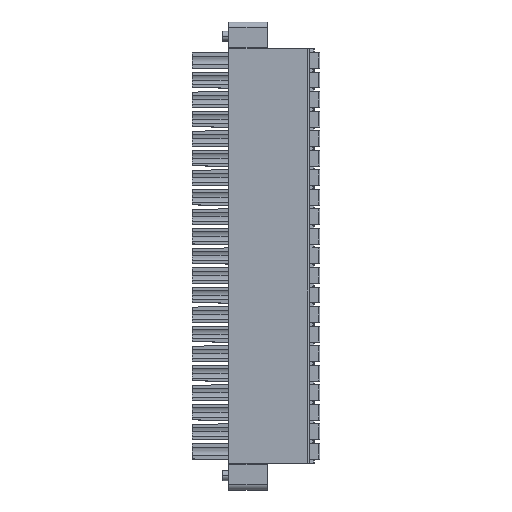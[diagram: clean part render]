
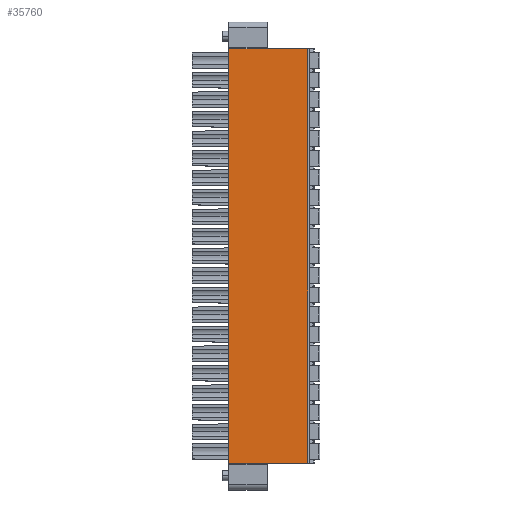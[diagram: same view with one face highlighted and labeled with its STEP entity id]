
A CAD part, top view. The second image highlights one B-rep face of the part: STEP entity #35760.
In plain terms, the highlighted planar face has unit normal (0, 0, 1).
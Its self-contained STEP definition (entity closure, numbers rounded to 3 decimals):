
#11108=DIRECTION('',(0.,1.,0.));
#11109=VECTOR('',#11108,74.2);
#11110=CARTESIAN_POINT('',(-6.625,-35.645,23.4));
#11111=LINE('',#11110,#11109);
#11112=DIRECTION('',(0.,-1.,0.));
#11113=VECTOR('',#11112,74.2);
#11114=CARTESIAN_POINT('',(7.575,38.555,23.4));
#11115=LINE('',#11114,#11113);
#11116=DIRECTION('',(-1.,0.,0.));
#11117=VECTOR('',#11116,6.95);
#11118=CARTESIAN_POINT('',(0.325,38.555,23.4));
#11119=LINE('',#11118,#11117);
#11200=DIRECTION('',(-1.,0.,0.));
#11201=VECTOR('',#11200,7.25);
#11202=CARTESIAN_POINT('',(7.575,38.555,23.4));
#11203=LINE('',#11202,#11201);
#11486=DIRECTION('',(1.,0.,0.));
#11487=VECTOR('',#11486,7.25);
#11488=CARTESIAN_POINT('',(0.325,-35.645,23.4));
#11489=LINE('',#11488,#11487);
#12971=DIRECTION('',(1.,0.,0.));
#12972=VECTOR('',#12971,6.95);
#12973=CARTESIAN_POINT('',(-6.625,-35.645,23.4));
#12974=LINE('',#12973,#12972);
#16179=CARTESIAN_POINT('',(-6.625,-35.645,23.4));
#16181=VERTEX_POINT('',#16179);
#16348=CARTESIAN_POINT('',(7.575,-35.645,23.4));
#16349=VERTEX_POINT('',#16348);
#16350=CARTESIAN_POINT('',(0.325,-35.645,23.4));
#16351=VERTEX_POINT('',#16350);
#20381=CARTESIAN_POINT('',(-6.625,38.555,23.4));
#20382=VERTEX_POINT('',#20381);
#20462=CARTESIAN_POINT('',(7.575,38.555,23.4));
#20463=VERTEX_POINT('',#20462);
#20464=CARTESIAN_POINT('',(0.325,38.555,23.4));
#20465=VERTEX_POINT('',#20464);
#35743=CARTESIAN_POINT('',(4.299,13.355,23.4));
#35744=DIRECTION('',(0.,0.,1.));
#35745=DIRECTION('',(-1.,0.,0.));
#35746=AXIS2_PLACEMENT_3D('',#35743,#35744,#35745);
#35747=PLANE('',#35746);
#35748=ORIENTED_EDGE('',*,*,#20690,.T.);
#35750=ORIENTED_EDGE('',*,*,#35749,.F.);
#35752=ORIENTED_EDGE('',*,*,#35751,.F.);
#35753=ORIENTED_EDGE('',*,*,#35733,.T.);
#35755=ORIENTED_EDGE('',*,*,#35754,.F.);
#35757=ORIENTED_EDGE('',*,*,#35756,.F.);
#35758=EDGE_LOOP('',(#35748,#35750,#35752,#35753,#35755,#35757));
#35759=FACE_OUTER_BOUND('',#35758,.F.);
#20690=EDGE_CURVE('',#16181,#20382,#11111,.T.);
#35733=EDGE_CURVE('',#20463,#16349,#11115,.T.);
#35749=EDGE_CURVE('',#20465,#20382,#11119,.T.);
#35751=EDGE_CURVE('',#20463,#20465,#11203,.T.);
#35754=EDGE_CURVE('',#16351,#16349,#11489,.T.);
#35756=EDGE_CURVE('',#16181,#16351,#12974,.T.);
#35760=ADVANCED_FACE('',(#35759),#35747,.T.);
